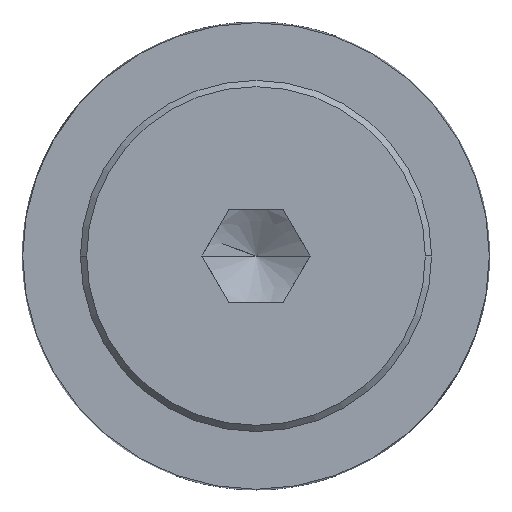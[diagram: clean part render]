
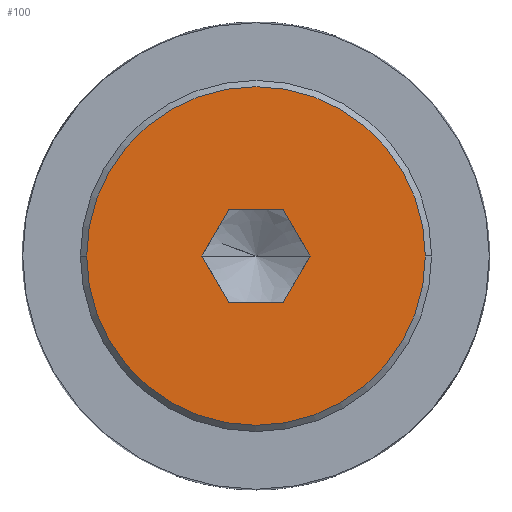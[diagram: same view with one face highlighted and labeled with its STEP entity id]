
A CAD part, left-side view. The second image highlights one B-rep face of the part: STEP entity #100.
In plain terms, the highlighted planar face has unit normal (-1, 0, 0).
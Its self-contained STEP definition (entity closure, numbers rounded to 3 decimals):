
#100=ADVANCED_FACE('',(#165,#166),#167,.T.);
#165=FACE_BOUND('',#250,.T.);
#166=FACE_OUTER_BOUND('',#251,.T.);
#167=PLANE('',#252);
#250=EDGE_LOOP('',(#471,#472,#473,#474,#475,#476));
#251=EDGE_LOOP('',(#477,#478));
#252=AXIS2_PLACEMENT_3D('',#479,#480,#481);
#471=ORIENTED_EDGE('',*,*,#646,.T.);
#472=ORIENTED_EDGE('',*,*,#648,.T.);
#473=ORIENTED_EDGE('',*,*,#651,.T.);
#474=ORIENTED_EDGE('',*,*,#638,.T.);
#475=ORIENTED_EDGE('',*,*,#642,.T.);
#476=ORIENTED_EDGE('',*,*,#644,.T.);
#477=ORIENTED_EDGE('',*,*,#606,.F.);
#478=ORIENTED_EDGE('',*,*,#653,.F.);
#479=CARTESIAN_POINT('',(0.0,5.425,0.0));
#480=DIRECTION('',(-1.0,0.0,0.0));
#481=DIRECTION('',(0.0,-1.0,0.0));
#606=EDGE_CURVE('',#719,#722,#723,.T.);
#638=EDGE_CURVE('',#774,#775,#776,.T.);
#642=EDGE_CURVE('',#775,#781,#782,.T.);
#644=EDGE_CURVE('',#781,#784,#785,.T.);
#646=EDGE_CURVE('',#784,#787,#788,.T.);
#648=EDGE_CURVE('',#787,#790,#791,.T.);
#651=EDGE_CURVE('',#790,#774,#795,.T.);
#653=EDGE_CURVE('',#722,#719,#797,.T.);
#719=VERTEX_POINT('',#899);
#722=VERTEX_POINT('',#903);
#723=CIRCLE('',#904,10.85);
#774=VERTEX_POINT('',#1073);
#775=VERTEX_POINT('',#1074);
#776=LINE('',#1075,#1076);
#781=VERTEX_POINT('',#1092);
#782=LINE('',#1093,#1094);
#784=VERTEX_POINT('',#1097);
#785=LINE('',#1098,#1099);
#787=VERTEX_POINT('',#1102);
#788=LINE('',#1103,#1104);
#790=VERTEX_POINT('',#1107);
#791=LINE('',#1108,#1109);
#795=LINE('',#1123,#1124);
#797=CIRCLE('',#1135,10.85);
#899=CARTESIAN_POINT('',(0.0,10.85,0.0));
#903=CARTESIAN_POINT('',(0.0,-10.85,0.));
#904=AXIS2_PLACEMENT_3D('',#1205,#1206,#1207);
#1073=CARTESIAN_POINT('',(0.0,-1.732,3.0));
#1074=CARTESIAN_POINT('',(0.0,-3.464,0.));
#1075=CARTESIAN_POINT('',(0.0,-1.92,2.675));
#1076=VECTOR('',#1249,1.0);
#1092=CARTESIAN_POINT('',(0.0,-1.732,-3.0));
#1093=CARTESIAN_POINT('',(0.0,-1.92,-2.675));
#1094=VECTOR('',#1252,1.0);
#1097=CARTESIAN_POINT('',(0.0,1.732,-3.0));
#1098=CARTESIAN_POINT('',(0.0,2.713,-3.0));
#1099=VECTOR('',#1254,1.0);
#1102=CARTESIAN_POINT('',(0.0,3.464,0.));
#1103=CARTESIAN_POINT('',(0.0,3.276,-0.325));
#1104=VECTOR('',#1256,1.0);
#1107=CARTESIAN_POINT('',(0.0,1.732,3.0));
#1108=CARTESIAN_POINT('',(0.0,3.276,0.325));
#1109=VECTOR('',#1258,1.0);
#1123=CARTESIAN_POINT('',(0.0,2.713,3.0));
#1124=VECTOR('',#1260,1.0);
#1135=AXIS2_PLACEMENT_3D('',#1261,#1262,#1263);
#1205=CARTESIAN_POINT('',(0.0,0.0,0.0));
#1206=DIRECTION('',(1.0,0.0,0.0));
#1207=DIRECTION('',(0.0,1.0,0.0));
#1249=DIRECTION('',(-0.0,-0.5,-0.866));
#1252=DIRECTION('',(0.0,0.5,-0.866));
#1254=DIRECTION('',(0.0,1.0,0.0));
#1256=DIRECTION('',(0.0,0.5,0.866));
#1258=DIRECTION('',(0.0,-0.5,0.866));
#1260=DIRECTION('',(0.0,-1.0,0.));
#1261=CARTESIAN_POINT('',(0.0,0.0,0.0));
#1262=DIRECTION('',(1.0,0.0,0.0));
#1263=DIRECTION('',(0.0,1.0,0.0));
